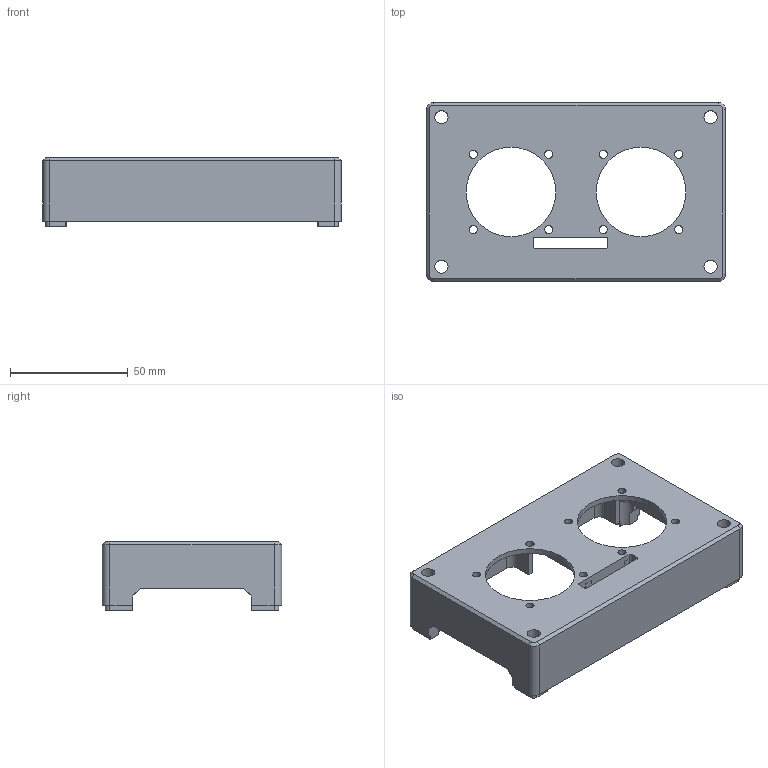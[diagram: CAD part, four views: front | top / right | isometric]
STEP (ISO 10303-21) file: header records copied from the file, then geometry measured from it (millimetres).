
FILE_DESCRIPTION(/* description */ (''),/* implementation_level */ '2;1');
FILE_NAME(/* name */ 'Cap.step',/* time_stamp */ '2024-07-04T10:33:21-04:00',/* author */ (''),/* organization */ (''),/* preprocessor_version */ 'ST-DEVELOPER v20',/* originating_system */ 'Autodesk Translation Framework v13.14.0.145',/* authorisation */ '');
FILE_SCHEMA (('AUTOMOTIVE_DESIGN { 1 0 10303 214 3 1 1 }'));
Length unit declared in the file: inch
Products named in the file (1): Cap
Bounding box: 127 x 76.2 x 29.07 mm (x, y, z)
Volume: 46179.2 mm3; surface area: 39953.4 mm2
Topology: 1 solids, 1 shells, 189 faces, 507 edges, 320 vertices
Faces by surface type: plane 95, cylinder 74, torus 8, sphere 8, cone 4
Full cylindrical faces by diameter (mm): 3.45 x8, 5.613 x4, 38 x2
Entity records: 6113 total; most frequent: CARTESIAN_POINT 1209, DIRECTION 1020, ORIENTED_EDGE 1014, EDGE_CURVE 507, LINE 342, VECTOR 342, AXIS2_PLACEMENT_3D 339, VERTEX_POINT 320
